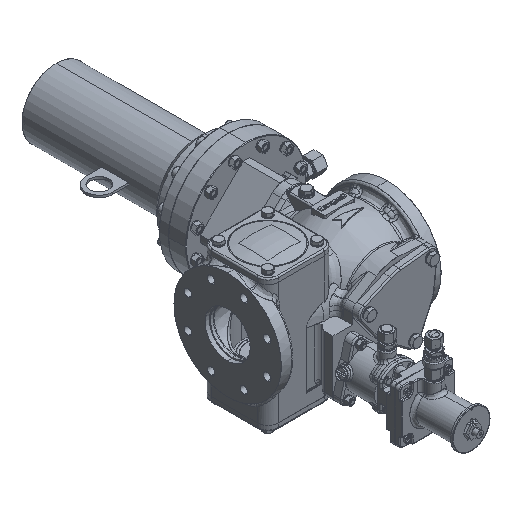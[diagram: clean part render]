
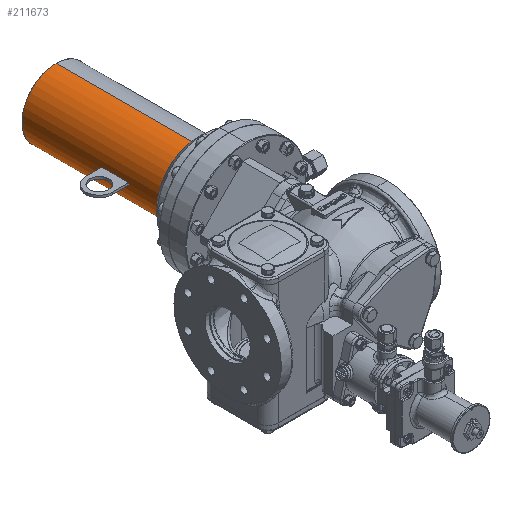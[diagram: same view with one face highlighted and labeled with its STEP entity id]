
A CAD part, isometric view. The second image highlights one B-rep face of the part: STEP entity #211673.
In plain terms, the highlighted cylindrical face has radius 63.5 mm (diameter 127 mm), a partial arc.
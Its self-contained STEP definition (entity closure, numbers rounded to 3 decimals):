
#754 = EDGE_CURVE ( 'NONE', #151528, #53996, #217737, .T. ) ;
#7361 = ORIENTED_EDGE ( 'NONE', *, *, #176561, .T. ) ;
#15974 = VECTOR ( 'NONE', #145673, 1000. ) ;
#30889 = CARTESIAN_POINT ( 'NONE',  ( 0., 534.78, -63.5 ) ) ;
#37313 = AXIS2_PLACEMENT_3D ( 'NONE', #156506, #50960, #174175 ) ;
#48400 = ORIENTED_EDGE ( 'NONE', *, *, #754, .T. ) ;
#48544 = CIRCLE ( 'NONE', #37313, 63.5 ) ;
#50960 = DIRECTION ( 'NONE',  ( 0., 1., 0. ) ) ;
#53996 = VERTEX_POINT ( 'NONE', #30889 ) ;
#58070 = ORIENTED_EDGE ( 'NONE', *, *, #136811, .T. ) ;
#67699 = DIRECTION ( 'NONE',  ( 0., -1., 0. ) ) ;
#70897 = CARTESIAN_POINT ( 'NONE',  ( 0., 534.78, 0. ) ) ;
#79266 = CYLINDRICAL_SURFACE ( 'NONE', #192744, 63.5 ) ;
#83538 = AXIS2_PLACEMENT_3D ( 'NONE', #70897, #194100, #88673 ) ;
#88673 = DIRECTION ( 'NONE',  ( 0., 0., -1. ) ) ;
#102346 = VERTEX_POINT ( 'NONE', #157966 ) ;
#115364 = LINE ( 'NONE', #127986, #15974 ) ;
#119436 = CARTESIAN_POINT ( 'NONE',  ( 0., 534.78, -63.5 ) ) ;
#125644 = DIRECTION ( 'NONE',  ( 0., 0., -1. ) ) ;
#127986 = CARTESIAN_POINT ( 'NONE',  ( 0., 534.78, 63.5 ) ) ;
#136811 = EDGE_CURVE ( 'NONE', #102346, #176741, #48544, .T. ) ;
#138349 = ORIENTED_EDGE ( 'NONE', *, *, #225099, .T. ) ;
#143352 = DIRECTION ( 'NONE',  ( 0., -1., 0. ) ) ;
#145673 = DIRECTION ( 'NONE',  ( 0., 1., 0. ) ) ;
#151069 = CARTESIAN_POINT ( 'NONE',  ( 0., 534.78, 63.5 ) ) ;
#151528 = VERTEX_POINT ( 'NONE', #151069 ) ;
#156506 = CARTESIAN_POINT ( 'NONE',  ( 0., 269.78, 0. ) ) ;
#157621 = VECTOR ( 'NONE', #67699, 1000. ) ;
#157966 = CARTESIAN_POINT ( 'NONE',  ( 0., 269.78, -63.5 ) ) ;
#159506 = CARTESIAN_POINT ( 'NONE',  ( 0., 534.78, 0. ) ) ;
#168623 = LINE ( 'NONE', #119436, #157621 ) ;
#174175 = DIRECTION ( 'NONE',  ( 0., 0., -1. ) ) ;
#176561 = EDGE_CURVE ( 'NONE', #53996, #102346, #168623, .T. ) ;
#176741 = VERTEX_POINT ( 'NONE', #216886 ) ;
#178448 = FACE_OUTER_BOUND ( 'NONE', #195586, .T. ) ;
#192744 = AXIS2_PLACEMENT_3D ( 'NONE', #159506, #143352, #125644 ) ;
#194100 = DIRECTION ( 'NONE',  ( 0., -1., 0. ) ) ;
#195586 = EDGE_LOOP ( 'NONE', ( #7361, #58070, #138349, #48400 ) ) ;
#211673 = ADVANCED_FACE ( 'NONE', ( #178448 ), #79266, .T. ) ;
#216886 = CARTESIAN_POINT ( 'NONE',  ( 0., 269.78, 63.5 ) ) ;
#217737 = CIRCLE ( 'NONE', #83538, 63.5 ) ;
#225099 = EDGE_CURVE ( 'NONE', #176741, #151528, #115364, .T. ) ;
